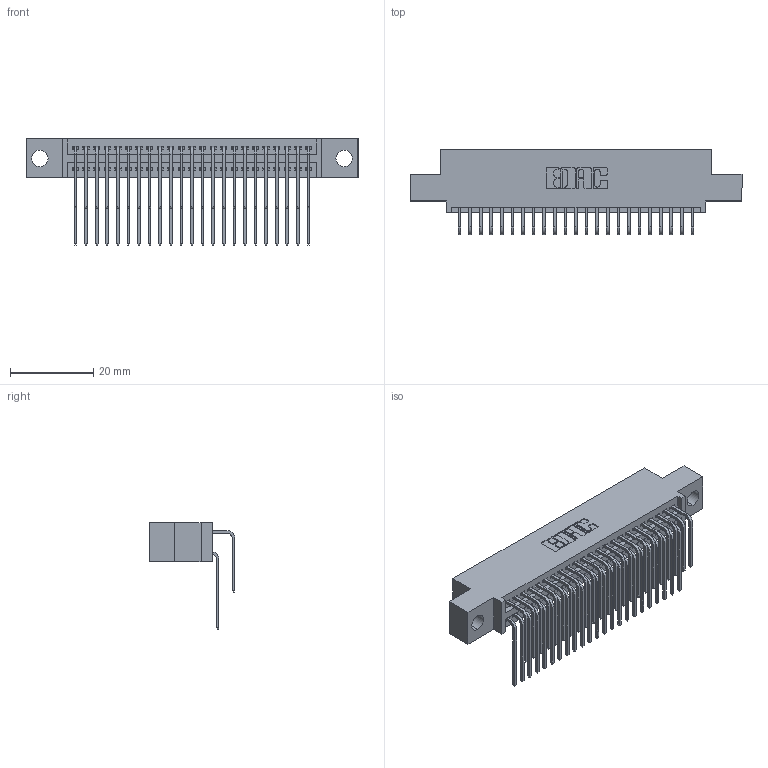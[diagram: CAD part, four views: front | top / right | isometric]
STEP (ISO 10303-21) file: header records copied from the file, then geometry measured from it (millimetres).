
FILE_DESCRIPTION (( 'STEP AP203' ), '1' );
FILE_NAME ('395-046-559-504.STEP', '2018-11-16T18:16:20', ( '' ), ( '' ), 'SwSTEP 2.0', 'SolidWorks 2016', '' );
FILE_SCHEMA (( 'CONFIG_CONTROL_DESIGN' ));
Length unit declared in the file: inch
Products named in the file (4): 345-292-001_559 Tail - 2; 345 Part_0.110 Offset - 0.156 Dia-TH; 345-292-001_558 559 Tail - 1; 395-046-559-504
Assembly tree (47 placements, depth 2):
  395-046-559-504
    345 Part_0.110 Offset - 0.156 Dia-TH
    345-292-001_558 559 Tail - 1  x23
    345-292-001_559 Tail - 2  x23
Bounding box: 79.63 x 20.56 x 25.53 mm (x, y, z)
Volume: 7663 mm3; surface area: 12115.1 mm2
Topology: 47 solids, 47 shells, 2522 faces, 7483 edges, 4926 vertices
Faces by surface type: plane 1694, cylinder 828
Entity records: 22391 total; most frequent: CARTESIAN_POINT 3819, ORIENTED_EDGE 3702, DIRECTION 3363, EDGE_CURVE 1851, LINE 1587, VECTOR 1587, VERTEX_POINT 1230, AXIS2_PLACEMENT_3D 888
